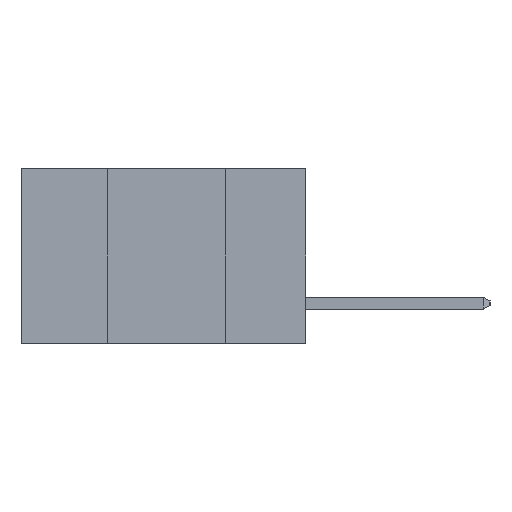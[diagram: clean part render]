
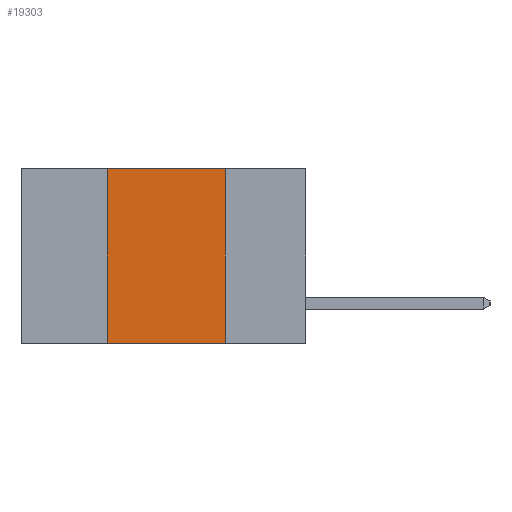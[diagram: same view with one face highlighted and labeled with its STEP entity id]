
A CAD part, left-side view. The second image highlights one B-rep face of the part: STEP entity #19303.
In plain terms, the highlighted planar face has unit normal (-1, 0, 0).
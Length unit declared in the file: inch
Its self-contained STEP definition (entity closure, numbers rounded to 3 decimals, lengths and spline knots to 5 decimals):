
#89 = VECTOR ( 'NONE', #14497, 39.37008 ) ;
#4907 = ORIENTED_EDGE ( 'NONE', *, *, #15248, .T. ) ;
#6406 = DIRECTION ( 'NONE',  ( 0., -1., 0. ) ) ;
#6631 = AXIS2_PLACEMENT_3D ( 'NONE', #9451, #22361, #11340 ) ;
#7318 = VECTOR ( 'NONE', #17839, 39.37008 ) ;
#7822 = DIRECTION ( 'NONE',  ( 0., -1., 0. ) ) ;
#8700 = VERTEX_POINT ( 'NONE', #9123 ) ;
#9123 = CARTESIAN_POINT ( 'NONE',  ( 0., 0.17, -0.37 ) ) ;
#9451 = CARTESIAN_POINT ( 'NONE',  ( 0., 0.6, 0. ) ) ;
#9724 = EDGE_CURVE ( 'NONE', #13289, #8700, #15662, .T. ) ;
#10019 = VECTOR ( 'NONE', #7822, 39.37008 ) ;
#11340 = DIRECTION ( 'NONE',  ( 0., 0., -1. ) ) ;
#11474 = ORIENTED_EDGE ( 'NONE', *, *, #9724, .F. ) ;
#12417 = VERTEX_POINT ( 'NONE', #17742 ) ;
#13289 = VERTEX_POINT ( 'NONE', #14694 ) ;
#13893 = VERTEX_POINT ( 'NONE', #20455 ) ;
#14076 = CARTESIAN_POINT ( 'NONE',  ( 0., 0.42, 0. ) ) ;
#14497 = DIRECTION ( 'NONE',  ( 0., 0., -1. ) ) ;
#14631 = CARTESIAN_POINT ( 'NONE',  ( 0., 0.17, 0. ) ) ;
#14694 = CARTESIAN_POINT ( 'NONE',  ( 0., 0.17, 0. ) ) ;
#15029 = LINE ( 'NONE', #20846, #10019 ) ;
#15248 = EDGE_CURVE ( 'NONE', #12417, #8700, #15483, .T. ) ;
#15483 = LINE ( 'NONE', #21268, #19791 ) ;
#15662 = LINE ( 'NONE', #14631, #89 ) ;
#17431 = EDGE_LOOP ( 'NONE', ( #11474, #20625, #18634, #4907 ) ) ;
#17742 = CARTESIAN_POINT ( 'NONE',  ( 0., 0.42, -0.37 ) ) ;
#17839 = DIRECTION ( 'NONE',  ( 0., 0., 1. ) ) ;
#17922 = LINE ( 'NONE', #14076, #7318 ) ;
#18634 = ORIENTED_EDGE ( 'NONE', *, *, #18953, .F. ) ;
#18768 = PLANE ( 'NONE',  #6631 ) ;
#18953 = EDGE_CURVE ( 'NONE', #12417, #13893, #17922, .T. ) ;
#19303 = ADVANCED_FACE ( 'NONE', ( #23813 ), #18768, .F. ) ;
#19791 = VECTOR ( 'NONE', #6406, 39.37008 ) ;
#20455 = CARTESIAN_POINT ( 'NONE',  ( 0., 0.42, 0. ) ) ;
#20625 = ORIENTED_EDGE ( 'NONE', *, *, #21190, .F. ) ;
#20846 = CARTESIAN_POINT ( 'NONE',  ( 0., 0.6, 0. ) ) ;
#21190 = EDGE_CURVE ( 'NONE', #13893, #13289, #15029, .T. ) ;
#21268 = CARTESIAN_POINT ( 'NONE',  ( 0., 0.6, -0.37 ) ) ;
#22361 = DIRECTION ( 'NONE',  ( 1., 0., 0. ) ) ;
#23813 = FACE_OUTER_BOUND ( 'NONE', #17431, .T. ) ;
